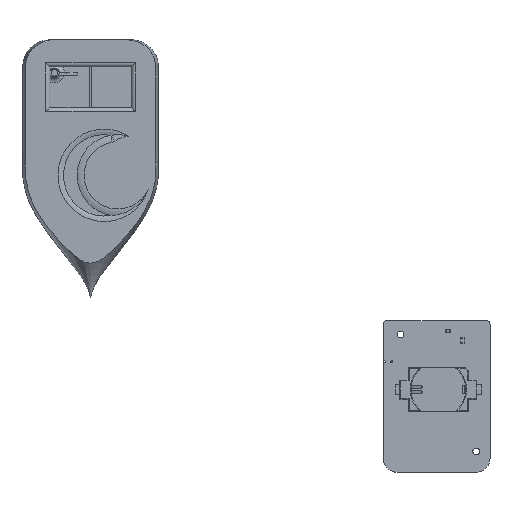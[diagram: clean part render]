
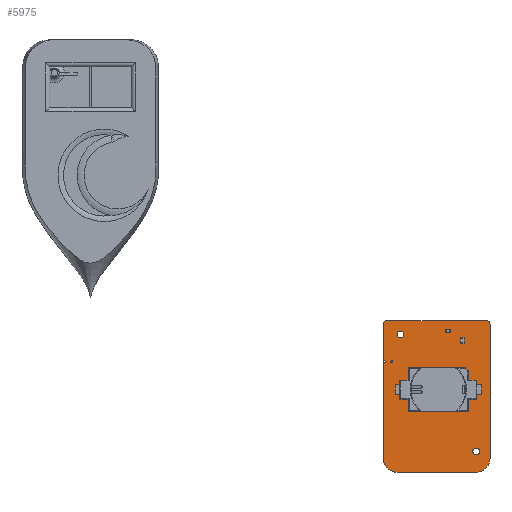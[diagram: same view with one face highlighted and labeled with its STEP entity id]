
A CAD part, top view. The second image highlights one B-rep face of the part: STEP entity #5975.
In plain terms, the highlighted planar face has unit normal (0, 0, 1).
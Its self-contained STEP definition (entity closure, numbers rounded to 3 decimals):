
#100=FACE_BOUND('',#972,.T.);
#101=FACE_BOUND('',#973,.T.);
#102=FACE_BOUND('',#974,.T.);
#103=FACE_BOUND('',#975,.T.);
#171=CIRCLE('',#6441,1.268);
#180=CIRCLE('',#6454,1.268);
#181=CIRCLE('',#6455,5.078);
#182=CIRCLE('',#6456,5.078);
#183=CIRCLE('',#6457,1.25);
#184=CIRCLE('',#6458,0.375);
#185=CIRCLE('',#6459,0.375);
#186=CIRCLE('',#6460,1.25);
#633=FACE_OUTER_BOUND('',#971,.T.);
#971=EDGE_LOOP('',(#4633,#4634,#4635,#4636,#4637,#4638,#4639,#4640,#4641,
#4642,#4643,#4644));
#972=EDGE_LOOP('',(#4645));
#973=EDGE_LOOP('',(#4646));
#974=EDGE_LOOP('',(#4647));
#975=EDGE_LOOP('',(#4648));
#1507=LINE('',#9375,#2105);
#1509=LINE('',#9379,#2107);
#1518=LINE('',#9411,#2116);
#1519=LINE('',#9415,#2117);
#1520=LINE('',#9417,#2118);
#1521=LINE('',#9421,#2119);
#1522=LINE('',#9423,#2120);
#1523=LINE('',#9426,#2121);
#2105=VECTOR('',#7598,1.);
#2107=VECTOR('',#7602,1.);
#2116=VECTOR('',#7629,1.);
#2117=VECTOR('',#7632,1.);
#2118=VECTOR('',#7633,1.);
#2119=VECTOR('',#7636,1.);
#2120=VECTOR('',#7637,1.);
#2121=VECTOR('',#7640,1.);
#2623=VERTEX_POINT('',#9364);
#2624=VERTEX_POINT('',#9366);
#2627=VERTEX_POINT('',#9373);
#2628=VERTEX_POINT('',#9378);
#2642=VERTEX_POINT('',#9410);
#2643=VERTEX_POINT('',#9412);
#2644=VERTEX_POINT('',#9414);
#2645=VERTEX_POINT('',#9416);
#2646=VERTEX_POINT('',#9418);
#2647=VERTEX_POINT('',#9420);
#2648=VERTEX_POINT('',#9422);
#2649=VERTEX_POINT('',#9424);
#2650=VERTEX_POINT('',#9427);
#2651=VERTEX_POINT('',#9429);
#2652=VERTEX_POINT('',#9431);
#2653=VERTEX_POINT('',#9433);
#3326=EDGE_CURVE('',#2623,#2624,#171,.T.);
#3330=EDGE_CURVE('',#2627,#2623,#1507,.T.);
#3332=EDGE_CURVE('',#2624,#2628,#1509,.T.);
#3348=EDGE_CURVE('',#2642,#2627,#1518,.T.);
#3349=EDGE_CURVE('',#2643,#2642,#180,.T.);
#3350=EDGE_CURVE('',#2644,#2643,#1519,.T.);
#3351=EDGE_CURVE('',#2645,#2644,#1520,.T.);
#3352=EDGE_CURVE('',#2646,#2645,#181,.T.);
#3353=EDGE_CURVE('',#2647,#2646,#1521,.T.);
#3354=EDGE_CURVE('',#2648,#2647,#1522,.T.);
#3355=EDGE_CURVE('',#2649,#2648,#182,.T.);
#3356=EDGE_CURVE('',#2628,#2649,#1523,.T.);
#3357=EDGE_CURVE('',#2650,#2650,#183,.T.);
#3358=EDGE_CURVE('',#2651,#2651,#184,.T.);
#3359=EDGE_CURVE('',#2652,#2652,#185,.T.);
#3360=EDGE_CURVE('',#2653,#2653,#186,.T.);
#4633=ORIENTED_EDGE('',*,*,#3326,.F.);
#4634=ORIENTED_EDGE('',*,*,#3330,.F.);
#4635=ORIENTED_EDGE('',*,*,#3348,.F.);
#4636=ORIENTED_EDGE('',*,*,#3349,.F.);
#4637=ORIENTED_EDGE('',*,*,#3350,.F.);
#4638=ORIENTED_EDGE('',*,*,#3351,.F.);
#4639=ORIENTED_EDGE('',*,*,#3352,.F.);
#4640=ORIENTED_EDGE('',*,*,#3353,.F.);
#4641=ORIENTED_EDGE('',*,*,#3354,.F.);
#4642=ORIENTED_EDGE('',*,*,#3355,.F.);
#4643=ORIENTED_EDGE('',*,*,#3356,.F.);
#4644=ORIENTED_EDGE('',*,*,#3332,.F.);
#4645=ORIENTED_EDGE('',*,*,#3357,.T.);
#4646=ORIENTED_EDGE('',*,*,#3358,.T.);
#4647=ORIENTED_EDGE('',*,*,#3359,.T.);
#4648=ORIENTED_EDGE('',*,*,#3360,.T.);
#5541=PLANE('',#6453);
#5975=ADVANCED_FACE('',(#633,#100,#101,#102,#103),#5541,.T.);
#6441=AXIS2_PLACEMENT_3D('',#9367,#7590,#7591);
#6453=AXIS2_PLACEMENT_3D('',#9409,#7627,#7628);
#6454=AXIS2_PLACEMENT_3D('',#9413,#7630,#7631);
#6455=AXIS2_PLACEMENT_3D('',#9419,#7634,#7635);
#6456=AXIS2_PLACEMENT_3D('',#9425,#7638,#7639);
#6457=AXIS2_PLACEMENT_3D('',#9428,#7641,#7642);
#6458=AXIS2_PLACEMENT_3D('',#9430,#7643,#7644);
#6459=AXIS2_PLACEMENT_3D('',#9432,#7645,#7646);
#6460=AXIS2_PLACEMENT_3D('',#9434,#7647,#7648);
#7590=DIRECTION('center_axis',(0.,0.,-1.));
#7591=DIRECTION('ref_axis',(-0.003,1.,0.));
#7598=DIRECTION('',(1.,0.,0.));
#7602=DIRECTION('',(0.022,-1.,0.));
#7627=DIRECTION('center_axis',(0.,0.,1.));
#7628=DIRECTION('ref_axis',(1.,0.,0.));
#7629=DIRECTION('',(1.,0.022,0.));
#7630=DIRECTION('center_axis',(0.,0.,-1.));
#7631=DIRECTION('ref_axis',(-1.,-0.003,0.));
#7632=DIRECTION('',(0.,1.,0.));
#7633=DIRECTION('',(-0.011,1.,0.));
#7634=DIRECTION('center_axis',(0.,0.,-1.));
#7635=DIRECTION('ref_axis',(0.001,-1.,0.));
#7636=DIRECTION('',(-1.,0.,0.));
#7637=DIRECTION('',(-1.,-0.011,0.));
#7638=DIRECTION('center_axis',(0.,0.,-1.));
#7639=DIRECTION('ref_axis',(1.,0.001,0.));
#7640=DIRECTION('',(0.,-1.,0.));
#7641=DIRECTION('center_axis',(0.,0.,-1.));
#7642=DIRECTION('ref_axis',(0.,-1.,0.));
#7643=DIRECTION('center_axis',(0.,0.,-1.));
#7644=DIRECTION('ref_axis',(0.,-1.,0.));
#7645=DIRECTION('center_axis',(0.,0.,-1.));
#7646=DIRECTION('ref_axis',(0.,-1.,0.));
#7647=DIRECTION('center_axis',(0.,0.,-1.));
#7648=DIRECTION('ref_axis',(0.,-1.,0.));
#9364=CARTESIAN_POINT('',(146.05,-68.58,1.6));
#9366=CARTESIAN_POINT('',(147.318,-69.739,1.6));
#9367=CARTESIAN_POINT('Origin',(146.054,-69.848,1.6));
#9373=CARTESIAN_POINT('',(109.22,-68.58,1.6));
#9375=CARTESIAN_POINT('',(109.22,-68.58,1.6));
#9378=CARTESIAN_POINT('',(147.32,-69.85,1.6));
#9379=CARTESIAN_POINT('',(147.318,-69.739,1.6));
#9409=CARTESIAN_POINT('Origin',(0.,0.,1.6));
#9410=CARTESIAN_POINT('',(109.109,-68.582,1.6));
#9411=CARTESIAN_POINT('',(109.109,-68.582,1.6));
#9412=CARTESIAN_POINT('',(107.95,-69.85,1.6));
#9413=CARTESIAN_POINT('Origin',(109.218,-69.846,1.6));
#9414=CARTESIAN_POINT('',(107.95,-119.38,1.6));
#9415=CARTESIAN_POINT('',(107.95,-119.38,1.6));
#9416=CARTESIAN_POINT('',(107.952,-119.602,1.6));
#9417=CARTESIAN_POINT('',(107.952,-119.602,1.6));
#9418=CARTESIAN_POINT('',(113.03,-124.46,1.6));
#9419=CARTESIAN_POINT('Origin',(113.026,-119.382,1.6));
#9420=CARTESIAN_POINT('',(142.24,-124.46,1.6));
#9421=CARTESIAN_POINT('',(142.24,-124.46,1.6));
#9422=CARTESIAN_POINT('',(142.462,-124.458,1.6));
#9423=CARTESIAN_POINT('',(142.462,-124.458,1.6));
#9424=CARTESIAN_POINT('',(147.32,-119.38,1.6));
#9425=CARTESIAN_POINT('Origin',(142.242,-119.384,1.6));
#9426=CARTESIAN_POINT('',(147.32,-69.85,1.6));
#9427=CARTESIAN_POINT('',(142.24,-115.59,1.6));
#9428=CARTESIAN_POINT('Origin',(142.24,-116.84,1.6));
#9429=CARTESIAN_POINT('',(108.345,-83.36,1.6));
#9430=CARTESIAN_POINT('Origin',(108.345,-83.735,1.6));
#9431=CARTESIAN_POINT('',(111.095,-83.36,1.6));
#9432=CARTESIAN_POINT('Origin',(111.095,-83.735,1.6));
#9433=CARTESIAN_POINT('',(114.3,-72.41,1.6));
#9434=CARTESIAN_POINT('Origin',(114.3,-73.66,1.6));
